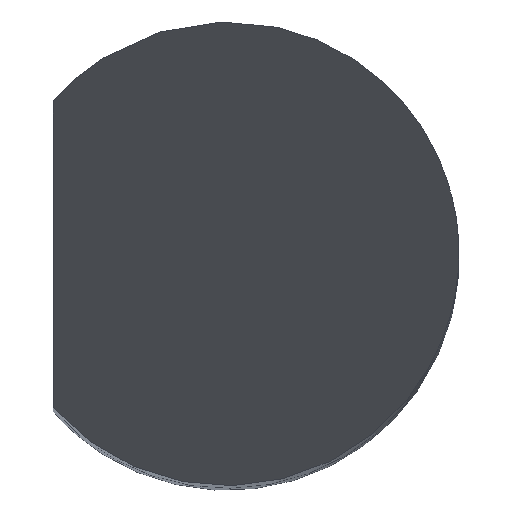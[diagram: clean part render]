
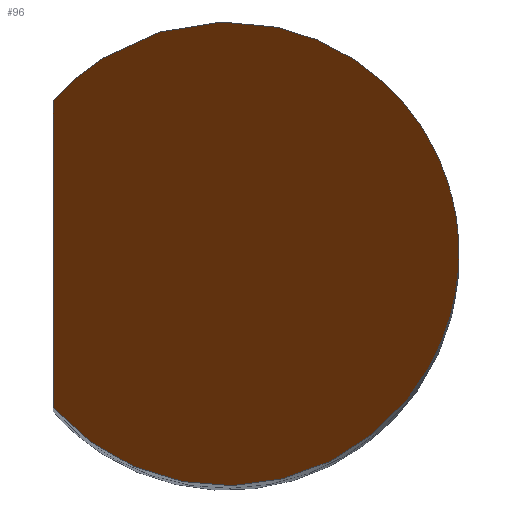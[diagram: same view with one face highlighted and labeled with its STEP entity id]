
A CAD part, top view. The second image highlights one B-rep face of the part: STEP entity #96.
In plain terms, the highlighted planar face has unit normal (-0.866, 0, 0.5).
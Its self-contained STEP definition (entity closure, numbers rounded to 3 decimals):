
#85=ELLIPSE('',#442,4.,2.);
#96=ADVANCED_FACE('',(#131),#114,.F.);
#114=PLANE('',#443);
#131=FACE_OUTER_BOUND('',#154,.T.);
#154=EDGE_LOOP('',(#249,#250));
#178=LINE('',#709,#195);
#195=VECTOR('',#515,1.);
#249=ORIENTED_EDGE('',*,*,#359,.F.);
#250=ORIENTED_EDGE('',*,*,#360,.T.);
#318=VERTEX_POINT('',#710);
#319=VERTEX_POINT('',#711);
#359=EDGE_CURVE('',#318,#319,#178,.T.);
#360=EDGE_CURVE('',#318,#319,#85,.T.);
#442=AXIS2_PLACEMENT_3D('',#712,#516,#517);
#443=AXIS2_PLACEMENT_3D('',#713,#518,#519);
#515=DIRECTION('',(0.,1.,0.));
#516=DIRECTION('',(-0.866,0.,0.5));
#517=DIRECTION('',(-0.5,0.,-0.866));
#518=DIRECTION('',(0.866,0.,-0.5));
#519=DIRECTION('',(-0.5,0.,-0.866));
#709=CARTESIAN_POINT('',(-1.5,-1.323,9.162));
#710=CARTESIAN_POINT('',(-1.5,-1.323,9.162));
#711=CARTESIAN_POINT('',(-1.5,1.323,9.162));
#712=CARTESIAN_POINT('',(0.,0.,11.76));
#713=CARTESIAN_POINT('',(2.,-2.4,15.224));
